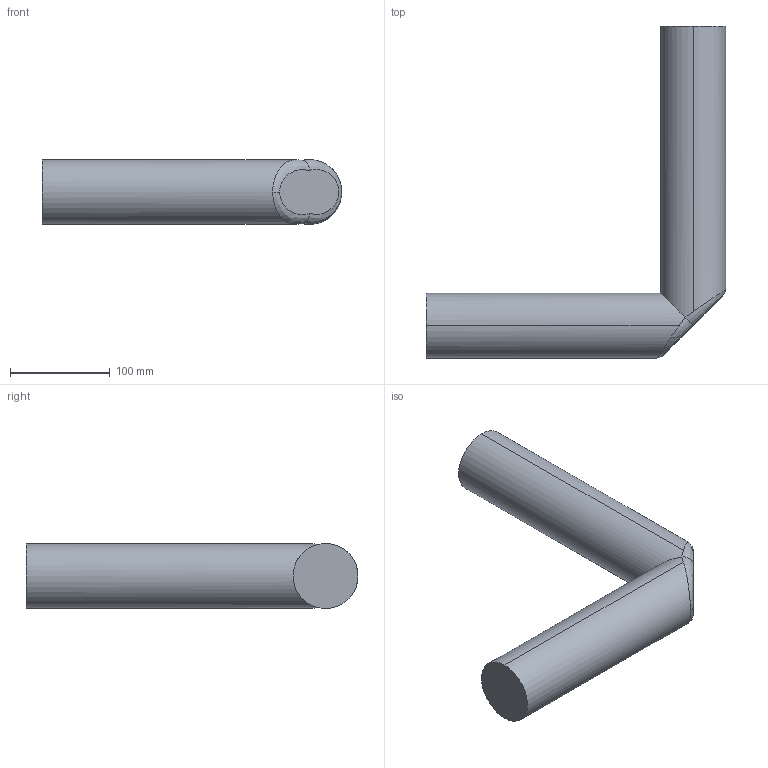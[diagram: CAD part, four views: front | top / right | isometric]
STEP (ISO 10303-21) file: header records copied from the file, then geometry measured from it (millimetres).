
FILE_DESCRIPTION (( 'STEP AP203' ), '1' );
FILE_NAME ('borular (Montaj2).STEP', '2023-05-02T11:16:53', ( '' ), ( '' ), 'SwSTEP 2.0', 'SolidWorks 2019', '' );
FILE_SCHEMA (( 'CONFIG_CONTROL_DESIGN' ));
Length unit declared in the file: millimetre
Products named in the file (1): borular (Montaj2)
Bounding box: 300 x 332.5 x 65 mm (x, y, z)
Volume: 1789191.4 mm3; surface area: 118286.2 mm2
Topology: 1 solids, 1 shells, 10 faces, 22 edges, 14 vertices
Faces by surface type: cylinder 4, bspline 3, plane 3
Entity records: 586 total; most frequent: CARTESIAN_POINT 330, ORIENTED_EDGE 44, DIRECTION 30, EDGE_CURVE 22, VERTEX_POINT 14, AXIS2_PLACEMENT_3D 13, FACE_OUTER_BOUND 10, EDGE_LOOP 10
